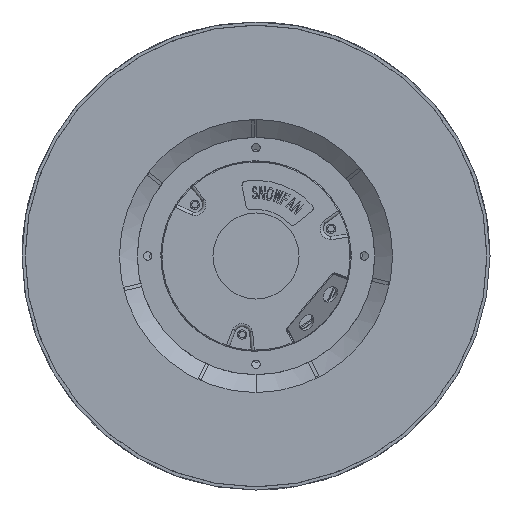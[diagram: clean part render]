
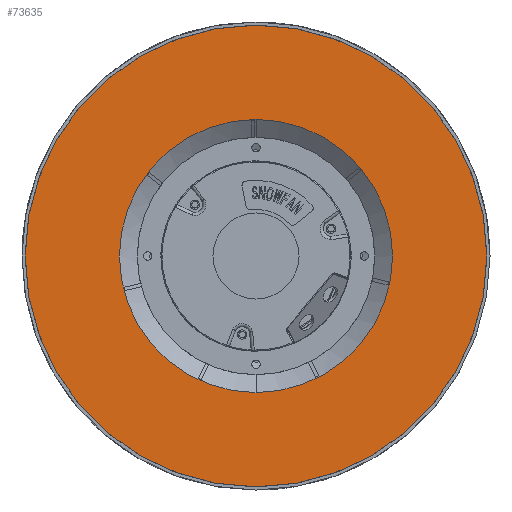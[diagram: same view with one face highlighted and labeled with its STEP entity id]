
A CAD part, front view. The second image highlights one B-rep face of the part: STEP entity #73635.
In plain terms, the highlighted face is planar.
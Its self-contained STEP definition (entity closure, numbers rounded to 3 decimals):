
#68644=CARTESIAN_POINT('',(0.,0.,0.));
#68645=DIRECTION('',(0.,0.,1.));
#68646=DIRECTION('',(0.,-1.,0.));
#68647=AXIS2_PLACEMENT_3D('',#68644,#68645,#68646);
#68649=CARTESIAN_POINT('',(0.,0.,0.));
#68650=DIRECTION('',(0.,0.,1.));
#68651=DIRECTION('',(0.,1.,0.));
#68652=AXIS2_PLACEMENT_3D('',#68649,#68650,#68651);
#68654=CARTESIAN_POINT('',(0.,0.,0.));
#68655=DIRECTION('',(0.,0.,-1.));
#68656=DIRECTION('',(0.,1.,0.));
#68657=AXIS2_PLACEMENT_3D('',#68654,#68655,#68656);
#68659=CARTESIAN_POINT('',(0.,0.,0.));
#68660=DIRECTION('',(0.,0.,-1.));
#68661=DIRECTION('',(0.,-1.,0.));
#68662=AXIS2_PLACEMENT_3D('',#68659,#68660,#68661);
#69208=CARTESIAN_POINT('',(0.,65.884,0.));
#69209=VERTEX_POINT('',#69208);
#69210=CARTESIAN_POINT('',(0.,-65.884,0.));
#69211=VERTEX_POINT('',#69210);
#69240=CARTESIAN_POINT('',(0.,-111.348,0.));
#69241=CARTESIAN_POINT('',(0.,111.348,
0.));
#69242=VERTEX_POINT('',#69240);
#69243=VERTEX_POINT('',#69241);
#73620=CARTESIAN_POINT('',(0.,0.,0.));
#73621=DIRECTION('',(0.,0.,1.));
#73622=DIRECTION('',(0.,1.,0.));
#73623=AXIS2_PLACEMENT_3D('',#73620,#73621,#73622);
#73624=PLANE('',#73623);
#73626=ORIENTED_EDGE('',*,*,#73625,.T.);
#73628=ORIENTED_EDGE('',*,*,#73627,.T.);
#73629=EDGE_LOOP('',(#73626,#73628));
#73630=FACE_OUTER_BOUND('',#73629,.F.);
#73631=ORIENTED_EDGE('',*,*,#73551,.T.);
#73632=ORIENTED_EDGE('',*,*,#73434,.T.);
#73633=EDGE_LOOP('',(#73631,#73632));
#73634=FACE_BOUND('',#73633,.F.);
#68648=CIRCLE('',#68647,111.348);
#68653=CIRCLE('',#68652,111.348);
#68658=CIRCLE('',#68657,65.884);
#68663=CIRCLE('',#68662,65.884);
#73434=EDGE_CURVE('',#69211,#69209,#68663,.T.);
#73551=EDGE_CURVE('',#69209,#69211,#68658,.T.);
#73625=EDGE_CURVE('',#69242,#69243,#68648,.T.);
#73627=EDGE_CURVE('',#69243,#69242,#68653,.T.);
#73635=ADVANCED_FACE('',(#73630,#73634),#73624,.F.);
